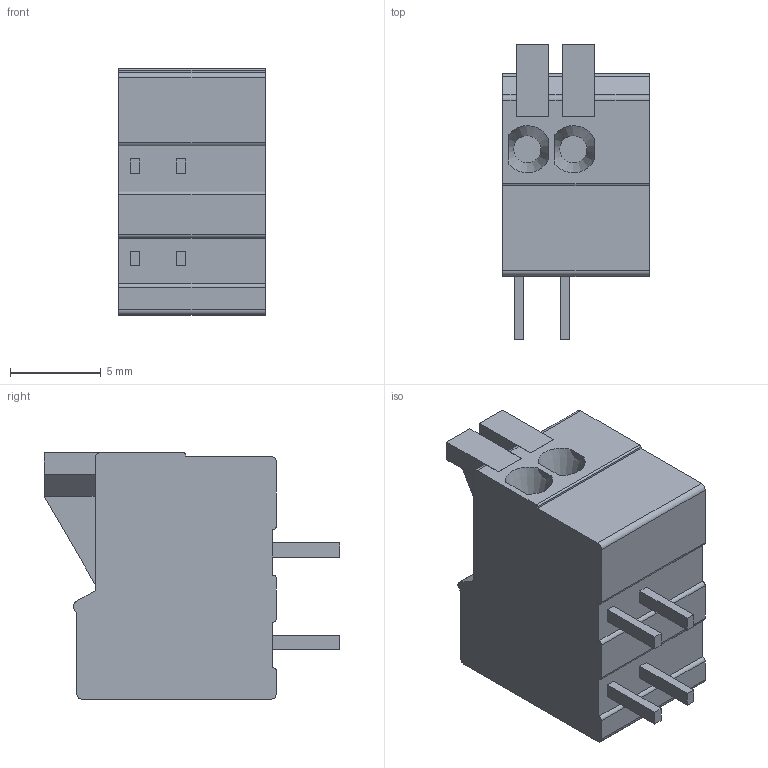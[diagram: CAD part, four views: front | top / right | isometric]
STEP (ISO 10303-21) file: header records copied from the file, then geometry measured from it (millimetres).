
FILE_DESCRIPTION(/* description */ (''),/* implementation_level */ '2;1');
FILE_NAME(/* name */ '1-2834016-2.stp',/* time_stamp */ '2024-03-02T13:12:48+04:00',/* author */ ('nik'),/* organization */ ('Tyco Electronics Ltd.'),/* preprocessor_version */ 'ST-DEVELOPER v19.2',/* originating_system */ 'Autodesk Inventor 2024',/* authorisation */ '');
FILE_SCHEMA (('AUTOMOTIVE_DESIGN { 1 0 10303 214 3 1 1 }'));
Length unit declared in the file: millimetre
Products named in the file (1): C-1-2834016-2
Bounding box: 8.08 x 16.3 x 13.6 mm (x, y, z)
Volume: 1146.6 mm3; surface area: 802.4 mm2
Topology: 1 solids, 1 shells, 79 faces, 211 edges, 140 vertices
Faces by surface type: plane 61, cylinder 16, cone 2
Entity records: 2563 total; most frequent: CARTESIAN_POINT 439, ORIENTED_EDGE 422, DIRECTION 407, EDGE_CURVE 211, LINE 167, VECTOR 167, VERTEX_POINT 140, AXIS2_PLACEMENT_3D 120
